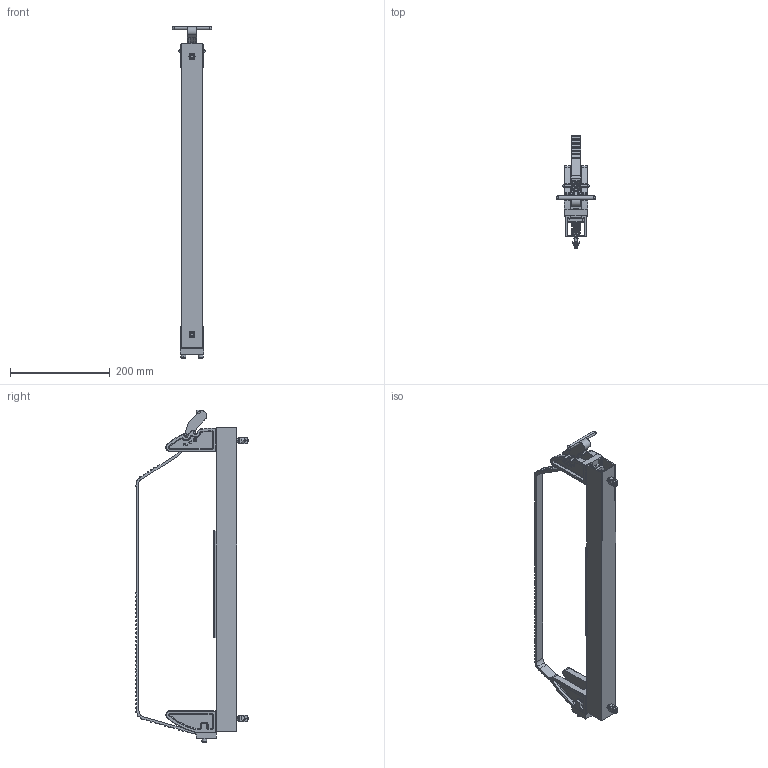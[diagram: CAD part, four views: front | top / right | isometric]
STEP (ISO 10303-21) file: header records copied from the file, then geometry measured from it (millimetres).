
FILE_DESCRIPTION (( 'STEP AP203' ), '1' );
FILE_NAME ('K5060-1.STEP', '2014-09-04T14:36:46', ( 'jgonzalez' ), ( '' ), 'SwSTEP 2.0', 'SolidWorks 2014', '' );
FILE_SCHEMA (( 'CONFIG_CONTROL_DESIGN' ));
Length unit declared in the file: inch
Products named in the file (16): 2049; 2002_HX-SHCS 0.25-20x0.75x0.75-N; 7016; 2011; 7029_22; 2018_compressed; K5060-1; 2008-1 - IN USE SAM; 1006-3; 1006-1B; 2038_HBOLT 0.2500-20x1x1-N; 2074; 2069LN_MSHXNUT 0.250-20-S-N; 2075; 2035_22" apart; 2073
Assembly tree (24 placements, depth 3):
  K5060-1
    1006-1B
    2074
    2075
    2073
    2002_HX-SHCS 0.25-20x0.75x0.75-N  x4
    2011  x2
    2018_compressed  x2
    2008-1 - IN USE SAM
    1006-3
    2035_22" apart
      2038_HBOLT 0.2500-20x1x1-N  x2
      2069LN_MSHXNUT 0.250-20-S-N  x2
    7029_22
      2049  x2
      7016  x2
Bounding box: 78.89 x 225.98 x 667.16 mm (x, y, z)
Volume: 597166.6 mm3; surface area: 329725 mm2
Topology: 26 solids, 26 shells, 1517 faces, 3724 edges, 2271 vertices
Faces by surface type: plane 504, cylinder 455, cone 292, torus 170, bspline 80, sphere 16
Entity records: 40476 total; most frequent: CARTESIAN_POINT 11400, DIRECTION 5946, ORIENTED_EDGE 5590, EDGE_CURVE 2795, AXIS2_PLACEMENT_3D 2273, VERTEX_POINT 1727, LINE 1400, VECTOR 1400
